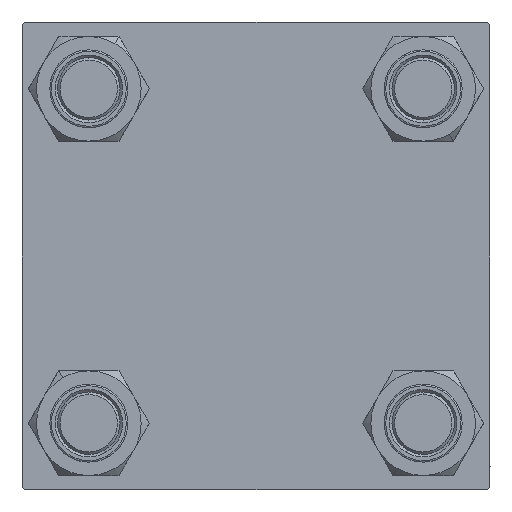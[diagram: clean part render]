
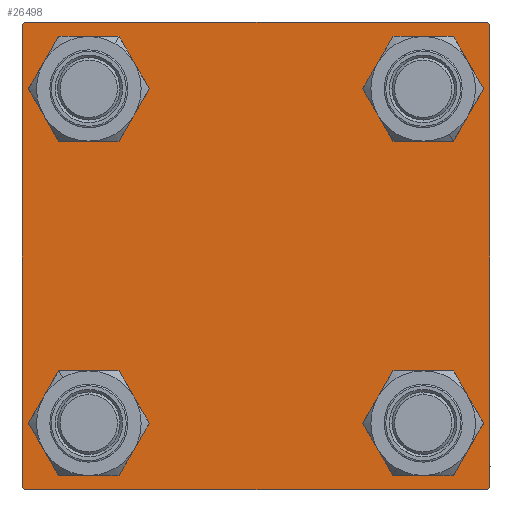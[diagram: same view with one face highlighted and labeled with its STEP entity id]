
A CAD part, left-side view. The second image highlights one B-rep face of the part: STEP entity #26498.
In plain terms, the highlighted planar face has unit normal (-1, 0, 0).
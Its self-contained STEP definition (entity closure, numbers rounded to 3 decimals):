
#264 = ORIENTED_EDGE ( 'NONE', *, *, #37639, .F. ) ;
#761 = CIRCLE ( 'NONE', #30131, 6.5 ) ;
#2006 = DIRECTION ( 'NONE',  ( -1., 0., 0. ) ) ;
#2048 = DIRECTION ( 'NONE',  ( 0., 0., 1. ) ) ;
#2055 = EDGE_CURVE ( 'NONE', #47670, #50625, #42190, .T. ) ;
#2262 = CIRCLE ( 'NONE', #48404, 6.5 ) ;
#2963 = EDGE_CURVE ( 'NONE', #36189, #50842, #7787, .T. ) ;
#3191 = CARTESIAN_POINT ( 'NONE',  ( 0., -32.15, 32.15 ) ) ;
#3953 = DIRECTION ( 'NONE',  ( 0., 0., 1. ) ) ;
#4001 = VECTOR ( 'NONE', #39720, 1000. ) ;
#4887 = CIRCLE ( 'NONE', #39262, 6.5 ) ;
#5311 = CARTESIAN_POINT ( 'NONE',  ( 0., 44.5, 45. ) ) ;
#5839 = AXIS2_PLACEMENT_3D ( 'NONE', #3191, #41627, #34723 ) ;
#5871 = VERTEX_POINT ( 'NONE', #5985 ) ;
#5939 = VECTOR ( 'NONE', #26010, 1000. ) ;
#5985 = CARTESIAN_POINT ( 'NONE',  ( 0., 32.15, -25.65 ) ) ;
#6040 = CARTESIAN_POINT ( 'NONE',  ( 0., -44.75, 44.75 ) ) ;
#6166 = VECTOR ( 'NONE', #26061, 1000. ) ;
#6617 = ORIENTED_EDGE ( 'NONE', *, *, #30519, .T. ) ;
#6711 = VERTEX_POINT ( 'NONE', #13642 ) ;
#7787 = CIRCLE ( 'NONE', #33043, 6.5 ) ;
#8906 = ORIENTED_EDGE ( 'NONE', *, *, #2963, .T. ) ;
#8971 = ORIENTED_EDGE ( 'NONE', *, *, #29054, .F. ) ;
#9128 = DIRECTION ( 'NONE',  ( 1., 0., 0. ) ) ;
#9245 = ORIENTED_EDGE ( 'NONE', *, *, #46834, .T. ) ;
#9750 = VECTOR ( 'NONE', #44555, 1000. ) ;
#9941 = CARTESIAN_POINT ( 'NONE',  ( 0., 32.15, -32.15 ) ) ;
#10033 = LINE ( 'NONE', #42330, #6166 ) ;
#10075 = DIRECTION ( 'NONE',  ( 1., 0., 0. ) ) ;
#10336 = VERTEX_POINT ( 'NONE', #51795 ) ;
#10499 = AXIS2_PLACEMENT_3D ( 'NONE', #34556, #15365, #22724 ) ;
#10526 = ORIENTED_EDGE ( 'NONE', *, *, #17937, .T. ) ;
#11639 = VERTEX_POINT ( 'NONE', #26486 ) ;
#11885 = LINE ( 'NONE', #31076, #18285 ) ;
#11967 = ORIENTED_EDGE ( 'NONE', *, *, #48077, .T. ) ;
#12063 = EDGE_CURVE ( 'NONE', #50625, #47670, #38213, .T. ) ;
#12273 = CARTESIAN_POINT ( 'NONE',  ( 0., 44.75, 44.75 ) ) ;
#12327 = VERTEX_POINT ( 'NONE', #32843 ) ;
#13317 = ORIENTED_EDGE ( 'NONE', *, *, #38511, .T. ) ;
#13642 = CARTESIAN_POINT ( 'NONE',  ( 0., -44.5, -45. ) ) ;
#13674 = DIRECTION ( 'NONE',  ( 0., 0.707, 0.707 ) ) ;
#13704 = CARTESIAN_POINT ( 'NONE',  ( 0., -32.15, 38.65 ) ) ;
#14160 = VERTEX_POINT ( 'NONE', #19217 ) ;
#14284 = DIRECTION ( 'NONE',  ( 0., 0., 1. ) ) ;
#14298 = CARTESIAN_POINT ( 'NONE',  ( 0., -32.15, 25.65 ) ) ;
#15180 = CARTESIAN_POINT ( 'NONE',  ( 0., -44.5, 45. ) ) ;
#15365 = DIRECTION ( 'NONE',  ( 1., 0., 0. ) ) ;
#15708 = DIRECTION ( 'NONE',  ( 0., 0.707, -0.707 ) ) ;
#16146 = DIRECTION ( 'NONE',  ( 1., 0., 0. ) ) ;
#16904 = CARTESIAN_POINT ( 'NONE',  ( 0., 45., 45. ) ) ;
#17015 = CARTESIAN_POINT ( 'NONE',  ( 0., 0., 0. ) ) ;
#17058 = EDGE_CURVE ( 'NONE', #12327, #42107, #42031, .T. ) ;
#17157 = LINE ( 'NONE', #16904, #37303 ) ;
#17279 = DIRECTION ( 'NONE',  ( 0., 0., 1. ) ) ;
#17581 = CARTESIAN_POINT ( 'NONE',  ( 0., 45., 44.5 ) ) ;
#17706 = CARTESIAN_POINT ( 'NONE',  ( 0., 32.15, 32.15 ) ) ;
#17764 = VERTEX_POINT ( 'NONE', #45542 ) ;
#17937 = EDGE_CURVE ( 'NONE', #48536, #25970, #17157, .T. ) ;
#18285 = VECTOR ( 'NONE', #20304, 1000. ) ;
#19217 = CARTESIAN_POINT ( 'NONE',  ( 0., -32.15, -38.65 ) ) ;
#19763 = AXIS2_PLACEMENT_3D ( 'NONE', #24072, #40092, #32482 ) ;
#20304 = DIRECTION ( 'NONE',  ( 0., -0.707, 0.707 ) ) ;
#20526 = VECTOR ( 'NONE', #13674, 1000. ) ;
#20588 = CIRCLE ( 'NONE', #19763, 6.5 ) ;
#20604 = VERTEX_POINT ( 'NONE', #5311 ) ;
#21169 = VERTEX_POINT ( 'NONE', #47502 ) ;
#21216 = PLANE ( 'NONE',  #31318 ) ;
#21455 = EDGE_LOOP ( 'NONE', ( #10526, #45849, #40419, #36079, #264, #47328, #8971, #13317 ) ) ;
#21960 = EDGE_CURVE ( 'NONE', #25970, #21169, #49894, .T. ) ;
#22011 = ORIENTED_EDGE ( 'NONE', *, *, #2055, .T. ) ;
#22025 = DIRECTION ( 'NONE',  ( 1., 0., 0. ) ) ;
#22724 = DIRECTION ( 'NONE',  ( 0., 0., 1. ) ) ;
#23291 = LINE ( 'NONE', #51006, #4001 ) ;
#23920 = CARTESIAN_POINT ( 'NONE',  ( 0., 32.15, -32.15 ) ) ;
#24072 = CARTESIAN_POINT ( 'NONE',  ( 0., -32.15, -32.15 ) ) ;
#24903 = FACE_OUTER_BOUND ( 'NONE', #21455, .T. ) ;
#25970 = VERTEX_POINT ( 'NONE', #42384 ) ;
#26010 = DIRECTION ( 'NONE',  ( 0., -0.707, -0.707 ) ) ;
#26061 = DIRECTION ( 'NONE',  ( 0., -1., 0. ) ) ;
#26486 = CARTESIAN_POINT ( 'NONE',  ( 0., -45., -44.5 ) ) ;
#26498 = ADVANCED_FACE ( 'NONE', ( #41164, #29615, #45346, #45596, #24903 ), #21216, .T. ) ;
#27289 = EDGE_CURVE ( 'NONE', #21169, #6711, #10033, .T. ) ;
#27833 = ORIENTED_EDGE ( 'NONE', *, *, #51178, .T. ) ;
#28049 = LINE ( 'NONE', #40119, #9750 ) ;
#28565 = CARTESIAN_POINT ( 'NONE',  ( 0., 32.15, 38.65 ) ) ;
#28835 = LINE ( 'NONE', #12273, #39957 ) ;
#29054 = EDGE_CURVE ( 'NONE', #20604, #42107, #23291, .T. ) ;
#29615 = FACE_BOUND ( 'NONE', #46822, .T. ) ;
#29969 = CARTESIAN_POINT ( 'NONE',  ( 0., 44.75, -44.75 ) ) ;
#30072 = EDGE_CURVE ( 'NONE', #6711, #11639, #11885, .T. ) ;
#30131 = AXIS2_PLACEMENT_3D ( 'NONE', #44743, #16146, #32183 ) ;
#30199 = CIRCLE ( 'NONE', #5839, 6.5 ) ;
#30389 = CARTESIAN_POINT ( 'NONE',  ( 0., -32.15, 32.15 ) ) ;
#30519 = EDGE_CURVE ( 'NONE', #17764, #5871, #4887, .T. ) ;
#31076 = CARTESIAN_POINT ( 'NONE',  ( 0., -44.75, -44.75 ) ) ;
#31318 = AXIS2_PLACEMENT_3D ( 'NONE', #17015, #2006, #17279 ) ;
#31969 = CARTESIAN_POINT ( 'NONE',  ( 0., 32.15, 25.65 ) ) ;
#32183 = DIRECTION ( 'NONE',  ( 0., 0., 1. ) ) ;
#32482 = DIRECTION ( 'NONE',  ( 0., 0., 1. ) ) ;
#32843 = CARTESIAN_POINT ( 'NONE',  ( 0., -45., 44.5 ) ) ;
#33043 = AXIS2_PLACEMENT_3D ( 'NONE', #30389, #9128, #49304 ) ;
#33806 = AXIS2_PLACEMENT_3D ( 'NONE', #17706, #10075, #14284 ) ;
#34556 = CARTESIAN_POINT ( 'NONE',  ( 0., 32.15, 32.15 ) ) ;
#34723 = DIRECTION ( 'NONE',  ( 0., 0., 1. ) ) ;
#34748 = ORIENTED_EDGE ( 'NONE', *, *, #36514, .T. ) ;
#36079 = ORIENTED_EDGE ( 'NONE', *, *, #30072, .T. ) ;
#36189 = VERTEX_POINT ( 'NONE', #13704 ) ;
#36514 = EDGE_CURVE ( 'NONE', #14160, #10336, #20588, .T. ) ;
#37303 = VECTOR ( 'NONE', #49197, 1000. ) ;
#37639 = EDGE_CURVE ( 'NONE', #12327, #11639, #28049, .T. ) ;
#38213 = CIRCLE ( 'NONE', #10499, 6.5 ) ;
#38511 = EDGE_CURVE ( 'NONE', #20604, #48536, #28835, .T. ) ;
#38693 = EDGE_LOOP ( 'NONE', ( #22011, #47398 ) ) ;
#39262 = AXIS2_PLACEMENT_3D ( 'NONE', #9941, #22025, #2048 ) ;
#39601 = EDGE_LOOP ( 'NONE', ( #27833, #6617 ) ) ;
#39720 = DIRECTION ( 'NONE',  ( 0., -1., 0. ) ) ;
#39957 = VECTOR ( 'NONE', #15708, 1000. ) ;
#40092 = DIRECTION ( 'NONE',  ( 1., 0., 0. ) ) ;
#40119 = CARTESIAN_POINT ( 'NONE',  ( 0., -45., 45. ) ) ;
#40419 = ORIENTED_EDGE ( 'NONE', *, *, #27289, .T. ) ;
#41164 = FACE_BOUND ( 'NONE', #43591, .T. ) ;
#41627 = DIRECTION ( 'NONE',  ( 1., 0., 0. ) ) ;
#42031 = LINE ( 'NONE', #6040, #20526 ) ;
#42107 = VERTEX_POINT ( 'NONE', #15180 ) ;
#42190 = CIRCLE ( 'NONE', #33806, 6.5 ) ;
#42330 = CARTESIAN_POINT ( 'NONE',  ( 0., 45., -45. ) ) ;
#42384 = CARTESIAN_POINT ( 'NONE',  ( 0., 45., -44.5 ) ) ;
#43343 = DIRECTION ( 'NONE',  ( 1., 0., 0. ) ) ;
#43591 = EDGE_LOOP ( 'NONE', ( #8906, #9245 ) ) ;
#44555 = DIRECTION ( 'NONE',  ( 0., 0., -1. ) ) ;
#44743 = CARTESIAN_POINT ( 'NONE',  ( 0., -32.15, -32.15 ) ) ;
#45346 = FACE_BOUND ( 'NONE', #39601, .T. ) ;
#45542 = CARTESIAN_POINT ( 'NONE',  ( 0., 32.15, -38.65 ) ) ;
#45596 = FACE_BOUND ( 'NONE', #38693, .T. ) ;
#45849 = ORIENTED_EDGE ( 'NONE', *, *, #21960, .T. ) ;
#46822 = EDGE_LOOP ( 'NONE', ( #11967, #34748 ) ) ;
#46834 = EDGE_CURVE ( 'NONE', #50842, #36189, #30199, .T. ) ;
#47328 = ORIENTED_EDGE ( 'NONE', *, *, #17058, .T. ) ;
#47398 = ORIENTED_EDGE ( 'NONE', *, *, #12063, .T. ) ;
#47502 = CARTESIAN_POINT ( 'NONE',  ( 0., 44.5, -45. ) ) ;
#47670 = VERTEX_POINT ( 'NONE', #28565 ) ;
#48077 = EDGE_CURVE ( 'NONE', #10336, #14160, #761, .T. ) ;
#48404 = AXIS2_PLACEMENT_3D ( 'NONE', #23920, #43343, #3953 ) ;
#48536 = VERTEX_POINT ( 'NONE', #17581 ) ;
#49197 = DIRECTION ( 'NONE',  ( 0., 0., -1. ) ) ;
#49304 = DIRECTION ( 'NONE',  ( 0., 0., 1. ) ) ;
#49894 = LINE ( 'NONE', #29969, #5939 ) ;
#50625 = VERTEX_POINT ( 'NONE', #31969 ) ;
#50842 = VERTEX_POINT ( 'NONE', #14298 ) ;
#51006 = CARTESIAN_POINT ( 'NONE',  ( 0., 45., 45. ) ) ;
#51178 = EDGE_CURVE ( 'NONE', #5871, #17764, #2262, .T. ) ;
#51795 = CARTESIAN_POINT ( 'NONE',  ( 0., -32.15, -25.65 ) ) ;
